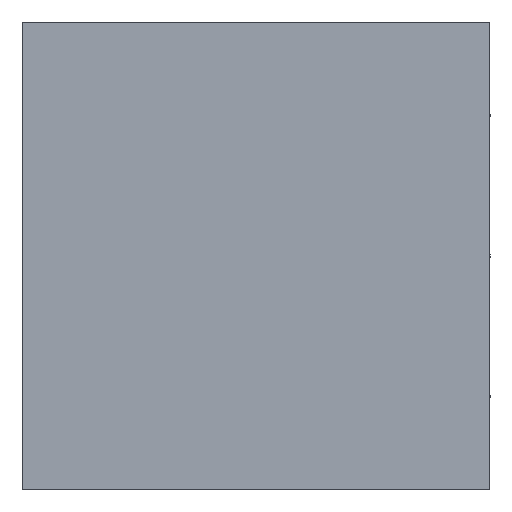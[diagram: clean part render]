
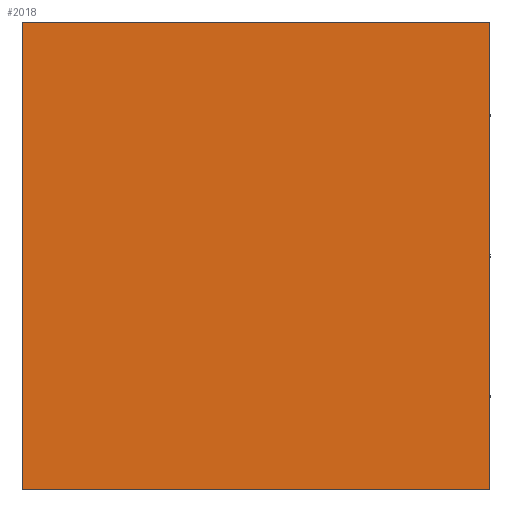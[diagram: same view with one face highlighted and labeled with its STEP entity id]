
A CAD part, front view. The second image highlights one B-rep face of the part: STEP entity #2018.
In plain terms, the highlighted planar face has unit normal (0, -1, 0).
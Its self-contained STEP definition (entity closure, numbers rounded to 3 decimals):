
#30 = ORIENTED_EDGE ( 'NONE', *, *, #392, .F. ) ;
#126 = DIRECTION ( 'NONE',  ( 0., -1., 0. ) ) ;
#157 = VERTEX_POINT ( 'NONE', #600 ) ;
#287 = CARTESIAN_POINT ( 'NONE',  ( 500., 0., 500. ) ) ;
#311 = CARTESIAN_POINT ( 'NONE',  ( -500., 0., -500. ) ) ;
#357 = DIRECTION ( 'NONE',  ( 0., 0., 1. ) ) ;
#364 = AXIS2_PLACEMENT_3D ( 'NONE', #543, #126, #1886 ) ;
#392 = EDGE_CURVE ( 'NONE', #157, #1378, #1822, .T. ) ;
#422 = CARTESIAN_POINT ( 'NONE',  ( -500., 0., -500. ) ) ;
#467 = ORIENTED_EDGE ( 'NONE', *, *, #749, .F. ) ;
#543 = CARTESIAN_POINT ( 'NONE',  ( 0., 0., 0. ) ) ;
#597 = LINE ( 'NONE', #2146, #619 ) ;
#600 = CARTESIAN_POINT ( 'NONE',  ( 500., 0., -500. ) ) ;
#619 = VECTOR ( 'NONE', #357, 1000. ) ;
#693 = FACE_OUTER_BOUND ( 'NONE', #1077, .T. ) ;
#749 = EDGE_CURVE ( 'NONE', #2497, #157, #2044, .T. ) ;
#771 = ORIENTED_EDGE ( 'NONE', *, *, #1543, .F. ) ;
#876 = VECTOR ( 'NONE', #1620, 1000. ) ;
#891 = CARTESIAN_POINT ( 'NONE',  ( 500., 0., 500. ) ) ;
#989 = VERTEX_POINT ( 'NONE', #2054 ) ;
#1077 = EDGE_LOOP ( 'NONE', ( #467, #771, #2537, #30 ) ) ;
#1230 = VECTOR ( 'NONE', #1403, 1000. ) ;
#1291 = PLANE ( 'NONE',  #364 ) ;
#1378 = VERTEX_POINT ( 'NONE', #311 ) ;
#1403 = DIRECTION ( 'NONE',  ( 1., 0., 0. ) ) ;
#1415 = LINE ( 'NONE', #2433, #1230 ) ;
#1543 = EDGE_CURVE ( 'NONE', #989, #2497, #1415, .T. ) ;
#1620 = DIRECTION ( 'NONE',  ( 0., 0., -1. ) ) ;
#1822 = LINE ( 'NONE', #422, #1826 ) ;
#1826 = VECTOR ( 'NONE', #2413, 1000. ) ;
#1886 = DIRECTION ( 'NONE',  ( 0., 0., -1. ) ) ;
#2018 = ADVANCED_FACE ( 'NONE', ( #693 ), #1291, .T. ) ;
#2044 = LINE ( 'NONE', #287, #876 ) ;
#2054 = CARTESIAN_POINT ( 'NONE',  ( -500., 0., 500. ) ) ;
#2111 = EDGE_CURVE ( 'NONE', #1378, #989, #597, .T. ) ;
#2146 = CARTESIAN_POINT ( 'NONE',  ( -500., 0., 500. ) ) ;
#2413 = DIRECTION ( 'NONE',  ( -1., 0., 0. ) ) ;
#2433 = CARTESIAN_POINT ( 'NONE',  ( -500., 0., 500. ) ) ;
#2497 = VERTEX_POINT ( 'NONE', #891 ) ;
#2537 = ORIENTED_EDGE ( 'NONE', *, *, #2111, .F. ) ;
